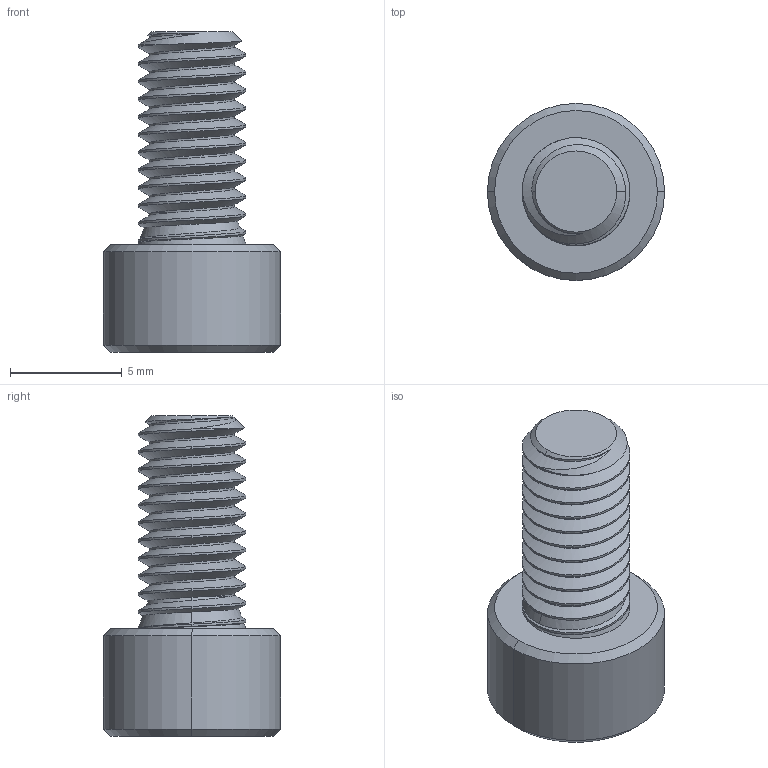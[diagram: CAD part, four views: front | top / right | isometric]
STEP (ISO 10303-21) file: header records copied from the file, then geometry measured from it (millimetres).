
FILE_DESCRIPTION (( 'STEP AP203' ), '1' );
FILE_NAME ('92423A502_High-Strength A286 Stainless Steel Socket Head Screw.STEP', '2022-01-26T20:42:58', ( 'Administrator' ), ( 'Managed by Terraform' ), 'SwSTEP 2.0', 'SolidWorks 2017', '' );
FILE_SCHEMA (( 'CONFIG_CONTROL_DESIGN' ));
Length unit declared in the file: inch
Products named in the file (1): 92423A502_High-Strength A286 Stainless Steel Socket Head Screw
Bounding box: 7.92 x 7.92 x 14.35 mm (x, y, z)
Volume: 335.5 mm3; surface area: 458.9 mm2
Topology: 1 solids, 1 shells, 58 faces, 143 edges, 89 vertices
Faces by surface type: cylinder 26, cone 19, plane 10, bspline 3
Entity records: 3857 total; most frequent: CARTESIAN_POINT 2597, ORIENTED_EDGE 286, DIRECTION 205, EDGE_CURVE 143, VERTEX_POINT 89, AXIS2_PLACEMENT_3D 78, EDGE_LOOP 60, ADVANCED_FACE 58
